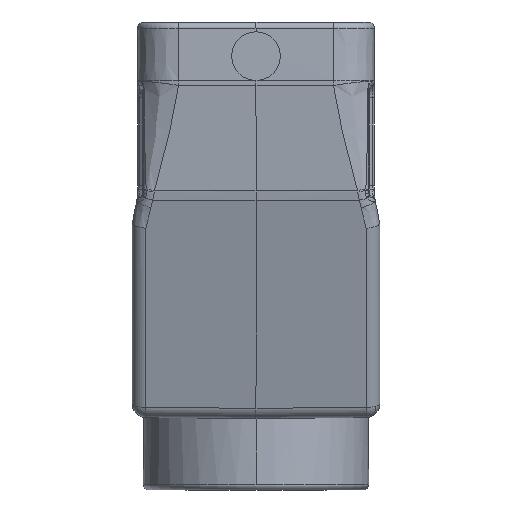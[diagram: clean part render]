
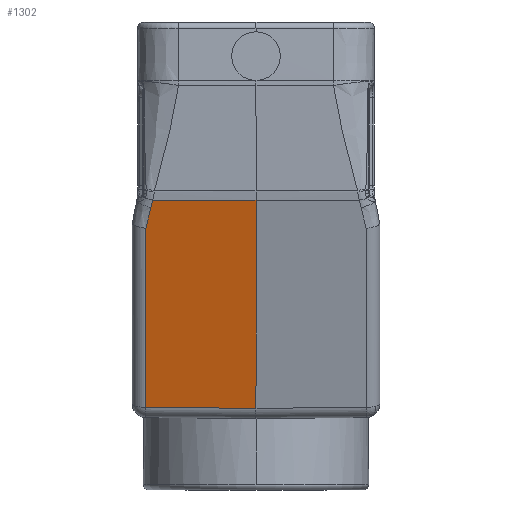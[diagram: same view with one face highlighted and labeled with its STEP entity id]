
A CAD part, left-side view. The second image highlights one B-rep face of the part: STEP entity #1302.
In plain terms, the highlighted planar face has unit normal (-0.966, 0.009, -0.259).
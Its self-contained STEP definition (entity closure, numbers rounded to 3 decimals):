
#582=FACE_OUTER_BOUND('',#3058,.T.);
#1302=ADVANCED_FACE('',(#582),#1998,.T.);
#1998=PLANE('',#12253);
#2422=B_SPLINE_CURVE_WITH_KNOTS('',3,(#18264,#18265,#18266,#18267,#18268,
#18269),.UNSPECIFIED.,.F.,.F.,(4,1,1,4),(0.,0.333,0.667,
1.),.UNSPECIFIED.);
#2423=B_SPLINE_CURVE_WITH_KNOTS('',3,(#18271,#18272,#18273,#18274,#18275,
#18276,#18277,#18278),.UNSPECIFIED.,.F.,.F.,(4,2,2,4),(0.,0.25,0.5,
1.),.UNSPECIFIED.);
#2424=B_SPLINE_CURVE_WITH_KNOTS('',3,(#18280,#18281,#18282,#18283),
 .UNSPECIFIED.,.F.,.F.,(4,4),(0.,1.),.UNSPECIFIED.);
#3058=EDGE_LOOP('',(#5693,#5694,#5695,#5696,#5697,#5698));
#3855=LINE('',#18258,#4641);
#3856=LINE('',#18260,#4642);
#3857=LINE('',#18263,#4643);
#4641=VECTOR('',#13416,1.);
#4642=VECTOR('',#13419,1.);
#4643=VECTOR('',#13420,1.);
#5693=ORIENTED_EDGE('',*,*,#10291,.F.);
#5694=ORIENTED_EDGE('',*,*,#10292,.T.);
#5695=ORIENTED_EDGE('',*,*,#10290,.T.);
#5696=ORIENTED_EDGE('',*,*,#10293,.F.);
#5697=ORIENTED_EDGE('',*,*,#10294,.T.);
#5698=ORIENTED_EDGE('',*,*,#10295,.T.);
#9138=VERTEX_POINT('',#18238);
#9141=VERTEX_POINT('',#18257);
#9142=VERTEX_POINT('',#18261);
#9143=VERTEX_POINT('',#18262);
#9144=VERTEX_POINT('',#18270);
#9145=VERTEX_POINT('',#18279);
#10290=EDGE_CURVE('',#9138,#9141,#3855,.T.);
#10291=EDGE_CURVE('',#9142,#9143,#3856,.T.);
#10292=EDGE_CURVE('',#9142,#9138,#3857,.T.);
#10293=EDGE_CURVE('',#9144,#9141,#2422,.T.);
#10294=EDGE_CURVE('',#9144,#9145,#2423,.T.);
#10295=EDGE_CURVE('',#9145,#9143,#2424,.T.);
#12253=AXIS2_PLACEMENT_3D('',#18284,#13421,#13422);
#13416=DIRECTION('',(0.009,1.,0.002));
#13419=DIRECTION('',(0.007,1.,0.009));
#13420=DIRECTION('',(-0.259,0.,0.966));
#13421=DIRECTION('',(-0.966,0.009,-0.259));
#13422=DIRECTION('',(-0.259,0.,0.966));
#18238=CARTESIAN_POINT('',(-34.58,0.,-32.345));
#18257=CARTESIAN_POINT('',(-34.418,18.767,-32.316));
#18258=CARTESIAN_POINT('',(-34.58,0.,-32.345));
#18260=CARTESIAN_POINT('',(-24.451,0.,-70.147));
#18261=CARTESIAN_POINT('',(-24.451,0.,-70.147));
#18262=CARTESIAN_POINT('',(-24.317,20.022,-69.972));
#18263=CARTESIAN_POINT('',(-24.451,0.,-70.147));
#18264=CARTESIAN_POINT('',(-34.05,19.115,-33.678));
#18265=CARTESIAN_POINT('',(-34.085,19.077,-33.55));
#18266=CARTESIAN_POINT('',(-34.159,19.,-33.275));
#18267=CARTESIAN_POINT('',(-34.34,18.84,-32.604));
#18268=CARTESIAN_POINT('',(-34.397,18.787,-32.395));
#18269=CARTESIAN_POINT('',(-34.418,18.767,-32.316));
#18270=CARTESIAN_POINT('',(-34.05,19.115,-33.678));
#18271=CARTESIAN_POINT('',(-34.05,19.115,-33.678));
#18272=CARTESIAN_POINT('',(-33.941,19.235,-34.082));
#18273=CARTESIAN_POINT('',(-33.842,19.34,-34.449));
#18274=CARTESIAN_POINT('',(-33.664,19.52,-35.107));
#18275=CARTESIAN_POINT('',(-33.573,19.605,-35.441));
#18276=CARTESIAN_POINT('',(-33.4,19.756,-36.083));
#18277=CARTESIAN_POINT('',(-33.204,19.909,-36.809));
#18278=CARTESIAN_POINT('',(-33.046,20.022,-37.395));
#18279=CARTESIAN_POINT('',(-33.046,20.022,-37.395));
#18280=CARTESIAN_POINT('',(-33.046,20.022,-37.395));
#18281=CARTESIAN_POINT('',(-30.136,20.022,-48.254));
#18282=CARTESIAN_POINT('',(-27.227,20.022,-59.113));
#18283=CARTESIAN_POINT('',(-24.317,20.022,-69.972));
#18284=CARTESIAN_POINT('',(-23.955,0.,-72.));
